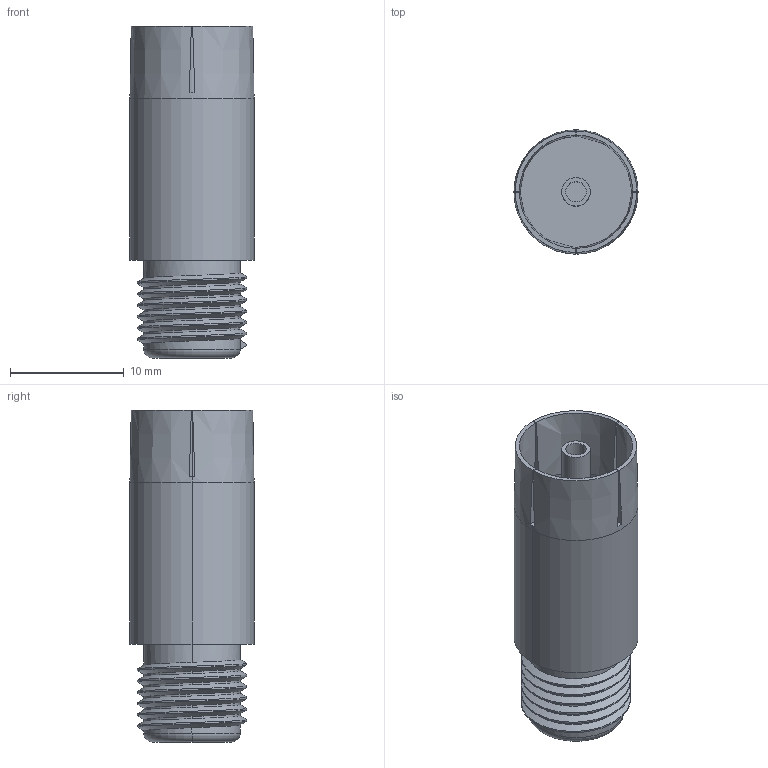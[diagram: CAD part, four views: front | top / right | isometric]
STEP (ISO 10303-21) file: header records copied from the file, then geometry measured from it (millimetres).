
FILE_DESCRIPTION (( 'STEP AP214' ), '1' );
FILE_NAME ('LCAD9804_3D.step', '2023-10-27T21:33:03', ( '' ), ( '' ), 'SwSTEP 2.0', 'SolidWorks 2022', '' );
FILE_SCHEMA (( 'AUTOMOTIVE_DESIGN' ));
Length unit declared in the file: inch
Products named in the file (1): LCAD9804_3D
Bounding box: 10.92 x 10.92 x 29.21 mm (x, y, z)
Volume: 1044.7 mm3; surface area: 2100.8 mm2
Topology: 1 solids, 1 shells, 60 faces, 150 edges, 97 vertices
Faces by surface type: cylinder 26, plane 25, cone 4, bspline 3, torus 2
Entity records: 2751 total; most frequent: CARTESIAN_POINT 1381, ORIENTED_EDGE 300, DIRECTION 268, EDGE_CURVE 150, AXIS2_PLACEMENT_3D 110, VERTEX_POINT 97, EDGE_LOOP 65, ADVANCED_FACE 60
